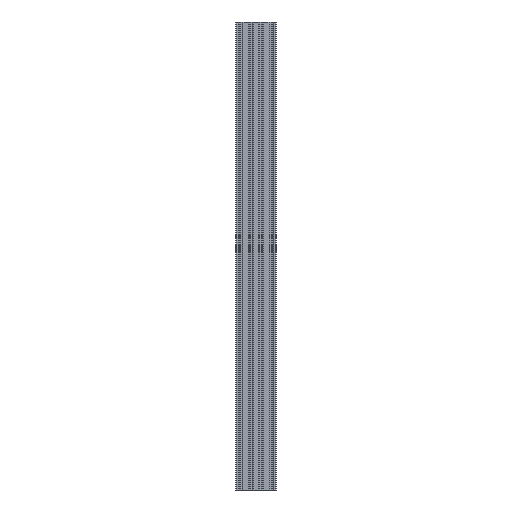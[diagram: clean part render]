
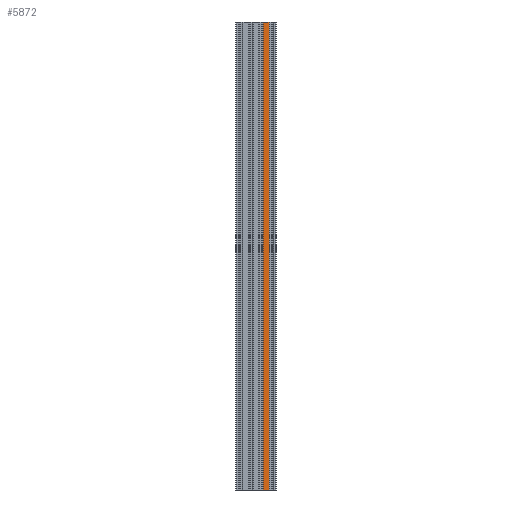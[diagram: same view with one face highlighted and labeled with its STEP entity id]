
A CAD part, left-side view. The second image highlights one B-rep face of the part: STEP entity #5872.
In plain terms, the highlighted planar face has unit normal (-1, 0, 0).
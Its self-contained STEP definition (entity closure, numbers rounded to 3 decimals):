
#100=FACE_OUTER_BOUND('',#399,.T.);
#399=EDGE_LOOP('',(#4297,#4298,#4299,#4300));
#768=LINE('',#8109,#1602);
#1060=LINE('',#8727,#1894);
#1062=LINE('',#8731,#1896);
#1063=LINE('',#8732,#1897);
#1602=VECTOR('',#6540,10.);
#1894=VECTOR('',#6966,1000.);
#1896=VECTOR('',#6970,1000.);
#1897=VECTOR('',#6971,1000.);
#2438=VERTEX_POINT('',#8106);
#2439=VERTEX_POINT('',#8108);
#2698=VERTEX_POINT('',#8726);
#2699=VERTEX_POINT('',#8730);
#3022=EDGE_CURVE('',#2439,#2438,#768,.T.);
#3331=EDGE_CURVE('',#2439,#2698,#1060,.T.);
#3333=EDGE_CURVE('',#2438,#2699,#1062,.T.);
#3334=EDGE_CURVE('',#2698,#2699,#1063,.T.);
#4297=ORIENTED_EDGE('',*,*,#3022,.T.);
#4298=ORIENTED_EDGE('',*,*,#3333,.T.);
#4299=ORIENTED_EDGE('',*,*,#3334,.F.);
#4300=ORIENTED_EDGE('',*,*,#3331,.F.);
#5595=PLANE('',#6193);
#5872=ADVANCED_FACE('',(#100),#5595,.T.);
#6193=AXIS2_PLACEMENT_3D('',#8729,#6968,#6969);
#6540=DIRECTION('',(0.,1.,0.));
#6966=DIRECTION('',(0.,0.,-1.));
#6968=DIRECTION('center_axis',(-1.,0.,0.));
#6969=DIRECTION('ref_axis',(0.,-1.,0.));
#6970=DIRECTION('',(0.,0.,-1.));
#6971=DIRECTION('',(0.,1.,0.));
#8106=CARTESIAN_POINT('',(-20.,-14.58,914.));
#8108=CARTESIAN_POINT('',(-20.,-25.42,914.));
#8109=CARTESIAN_POINT('',(-20.,0.,914.));
#8726=CARTESIAN_POINT('',(-20.,-25.42,0.));
#8727=CARTESIAN_POINT('',(-20.,-25.42,1000.));
#8729=CARTESIAN_POINT('Origin',(-20.,0.,1000.));
#8730=CARTESIAN_POINT('',(-20.,-14.58,0.));
#8731=CARTESIAN_POINT('',(-20.,-14.58,1000.));
#8732=CARTESIAN_POINT('',(-20.,0.,0.));
